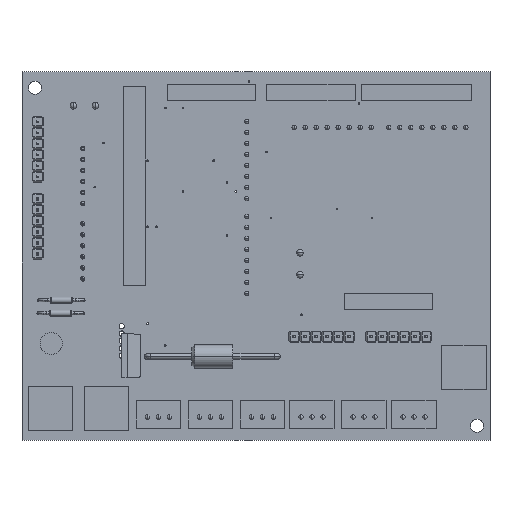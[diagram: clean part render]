
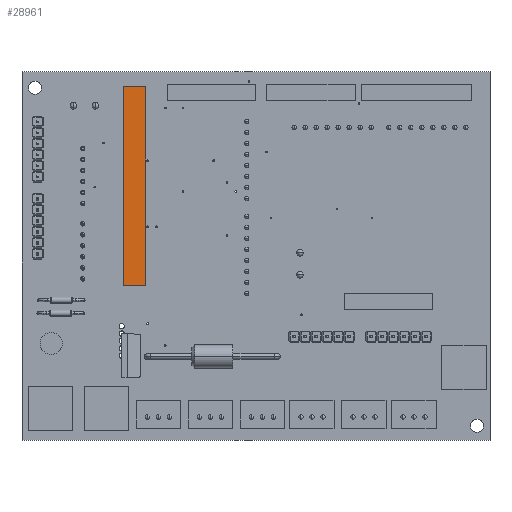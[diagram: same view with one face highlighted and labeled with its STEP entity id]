
A CAD part, top view. The second image highlights one B-rep face of the part: STEP entity #28961.
In plain terms, the highlighted planar face has unit normal (0, 0, 1).
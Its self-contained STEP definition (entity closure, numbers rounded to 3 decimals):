
#28832 = VERTEX_POINT('',#28833);
#28833 = CARTESIAN_POINT('',(44.45,3.81,5.));
#28839 = EDGE_CURVE('',#28832,#28840,#28842,.T.);
#28840 = VERTEX_POINT('',#28841);
#28841 = CARTESIAN_POINT('',(-1.27,3.81,5.));
#28842 = LINE('',#28843,#28844);
#28843 = CARTESIAN_POINT('',(44.45,3.81,5.));
#28844 = VECTOR('',#28845,1.);
#28845 = DIRECTION('',(-1.,0.,0.));
#28870 = EDGE_CURVE('',#28840,#28871,#28873,.T.);
#28871 = VERTEX_POINT('',#28872);
#28872 = CARTESIAN_POINT('',(-1.27,-1.27,5.));
#28873 = LINE('',#28874,#28875);
#28874 = CARTESIAN_POINT('',(-1.27,3.81,5.));
#28875 = VECTOR('',#28876,1.);
#28876 = DIRECTION('',(0.,-1.,0.));
#28901 = EDGE_CURVE('',#28871,#28902,#28904,.T.);
#28902 = VERTEX_POINT('',#28903);
#28903 = CARTESIAN_POINT('',(44.45,-1.27,5.));
#28904 = LINE('',#28905,#28906);
#28905 = CARTESIAN_POINT('',(-1.27,-1.27,5.));
#28906 = VECTOR('',#28907,1.);
#28907 = DIRECTION('',(1.,0.,0.));
#28932 = EDGE_CURVE('',#28902,#28832,#28933,.T.);
#28933 = LINE('',#28934,#28935);
#28934 = CARTESIAN_POINT('',(44.45,-1.27,5.));
#28935 = VECTOR('',#28936,1.);
#28936 = DIRECTION('',(0.,1.,0.));
#28961 = ADVANCED_FACE('',(#28962),#28968,.F.);
#28962 = FACE_BOUND('',#28963,.T.);
#28963 = EDGE_LOOP('',(#28964,#28965,#28966,#28967));
#28964 = ORIENTED_EDGE('',*,*,#28839,.T.);
#28965 = ORIENTED_EDGE('',*,*,#28870,.T.);
#28966 = ORIENTED_EDGE('',*,*,#28901,.T.);
#28967 = ORIENTED_EDGE('',*,*,#28932,.T.);
#28968 = PLANE('',#28969);
#28969 = AXIS2_PLACEMENT_3D('',#28970,#28971,#28972);
#28970 = CARTESIAN_POINT('',(44.45,3.81,5.));
#28971 = DIRECTION('',(0.,0.,-1.));
#28972 = DIRECTION('',(-1.,0.,0.));
